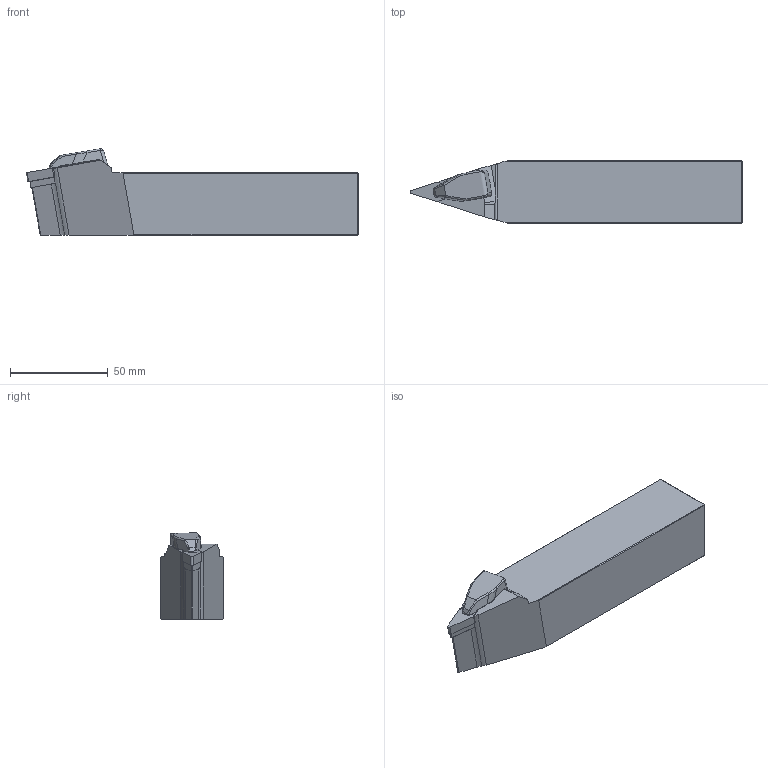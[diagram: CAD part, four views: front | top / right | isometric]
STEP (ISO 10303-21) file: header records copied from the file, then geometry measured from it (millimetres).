
FILE_DESCRIPTION(/* description */ (''),/* implementation_level */ '2;1');
FILE_NAME(/* name */ 'TVVNN-3232-P16.stp',/* time_stamp */ '2023-10-17T13:14:02+03:00',/* author */ (''),/* organization */ (''),/* preprocessor_version */ 'ST-DEVELOPER v19.4',/* originating_system */ 'SIEMENS PLM Software NX2306.3001',/* authorisation */ '');
FILE_SCHEMA (('AUTOMOTIVE_DESIGN { 1 0 10303 214 3 1 1 1 }'));
Length unit declared in the file: millimetre
Products named in the file (1): TVVNN-3232-P16
Bounding box: 170 x 32 x 44.25 mm (x, y, z)
Volume: 150481.2 mm3; surface area: 22776.9 mm2
Topology: 2 solids, 2 shells, 127 faces, 329 edges, 201 vertices
Faces by surface type: plane 59, cylinder 47, bspline 16, torus 2, sphere 2, cone 1
Entity records: 4292 total; most frequent: CARTESIAN_POINT 1116, ORIENTED_EDGE 652, DIRECTION 651, EDGE_CURVE 326, AXIS2_PLACEMENT_3D 231, VERTEX_POINT 201, LINE 189, VECTOR 189
